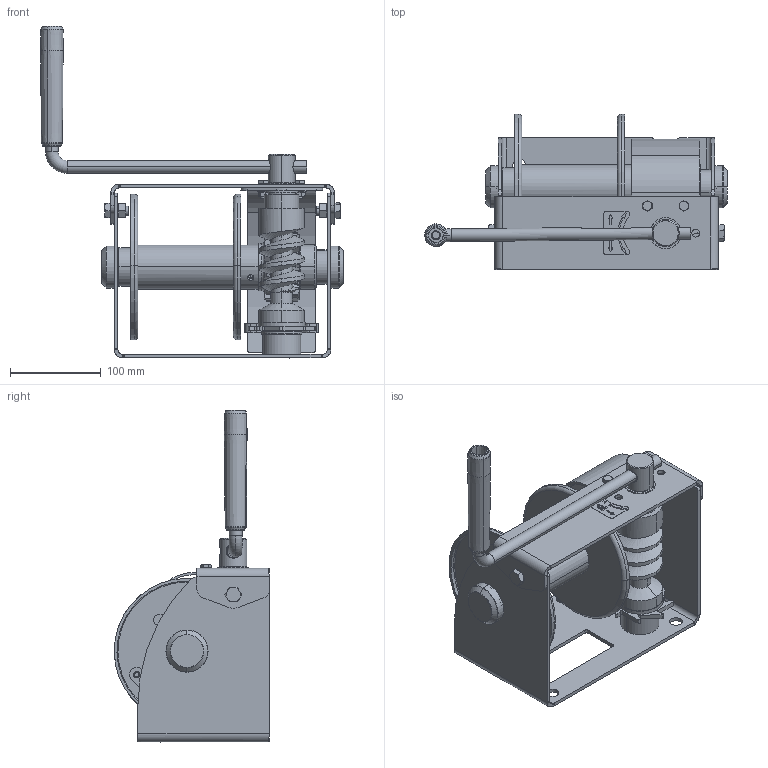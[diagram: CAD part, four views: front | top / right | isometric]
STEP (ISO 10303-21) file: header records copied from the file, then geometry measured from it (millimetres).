
FILE_DESCRIPTION (( 'STEP AP203' ), '1' );
FILE_NAME ('SL9100_WW250.STEP', '2015-09-16T09:28:23', ( '.' ), ( '.' ), 'SwSTEP 2.0', 'SolidWorks 2015', '' );
FILE_SCHEMA (( 'CONFIG_CONTROL_DESIGN' ));
Length unit declared in the file: millimetre
Products named in the file (37): SL1320 Flenslager GFL-30; hex nut style 1 gradeab_iso_Hexagon Nut ISO - 4032 - M10 - W - N; SL1202_palwiel_250; SL0016_trommelflens_L; SL1120_achterplaat_250; SL3021 slinger; SL1201_kabelklem; SL1125_naaldlager_AWX25; SL0543_Lagerring GL2515; SL0513_lagerring NL-AWX25; SL0339 grip; SL1136_starlock veer; SL0506_remschijf_26; SL0520_sam trommelflens; SL1102_palas; SL3022 Sam slinger; SL1136_starlock kap kst; SL1138_trommelas_250; SL1130_sam trommel_250; SL1127_sam huis_250; SL9100_WW250; SL1136_sam_starlock_kst; SL1118_wormas_250_met worm; SL3000 pal; SL0819_wormwiel tbv ST_250; hex screw gradeab_din_ISO 4017 - M10 x 20-N; SL1140_beschermkap_250; SL1133_vulring; SL0011_trommelbuis; hex screw gradeab_iso_ISO 4017 - M6 x 16-N; SL0801_folie draairichting; SL1101_Glijlager2515_2515; SL0065_sam wormwiel 250; SL1122_brug_250; hex flange nut gradea_iso_Hexagon Flange Nut ISO - 4161 - M6 - N; SL1103_lagerschijf_AS2542; SL0017_trommelflens_R_250
Assembly tree (43 placements, depth 4):
  SL9100_WW250
    SL1127_sam huis_250
      SL1120_achterplaat_250
      SL0513_lagerring NL-AWX25
      SL1102_palas
    SL1130_sam trommel_250
      SL0065_sam wormwiel 250
        SL0819_wormwiel tbv ST_250
        SL0011_trommelbuis
      SL0017_trommelflens_R_250
      SL0520_sam trommelflens
        SL0016_trommelflens_L
        SL0543_Lagerring GL2515
    SL3000 pal
    SL1133_vulring
    SL1101_Glijlager2515_2515  x2
    SL1103_lagerschijf_AS2542
    SL1202_palwiel_250
    SL1125_naaldlager_AWX25
    SL0506_remschijf_26
    SL1138_trommelas_250
    SL1118_wormas_250_met worm
    SL1140_beschermkap_250
    SL0801_folie draairichting
    hex flange nut gradea_iso_Hexagon Flange Nut ISO - 4161 - M6 - N  x2
    hex nut style 1 gradeab_iso_Hexagon Nut ISO - 4032 - M10 - W - N  x2
    SL1201_kabelklem
    SL1136_sam_starlock_kst  x2
      SL1136_starlock veer
      SL1136_starlock kap kst
    hex screw gradeab_din_ISO 4017 - M10 x 20-N  x2
    hex screw gradeab_iso_ISO 4017 - M6 x 16-N  x3
    SL1122_brug_250
    SL1320 Flenslager GFL-30
    SL3022 Sam slinger
      SL3021 slinger
      SL0339 grip
Bounding box: 333.2 x 170.98 x 365.1 mm (x, y, z)
Volume: 1354382.6 mm3; surface area: 575212.9 mm2
Topology: 38 solids, 38 shells, 1308 faces, 3214 edges, 2022 vertices
Faces by surface type: cylinder 439, plane 421, cone 275, torus 134, bspline 39
Entity records: 41395 total; most frequent: CARTESIAN_POINT 11582, ORIENTED_EDGE 5418, DIRECTION 5340, EDGE_CURVE 2709, AXIS2_PLACEMENT_3D 2158, VERTEX_POINT 1724, EDGE_LOOP 1225, ADVANCED_FACE 1084
